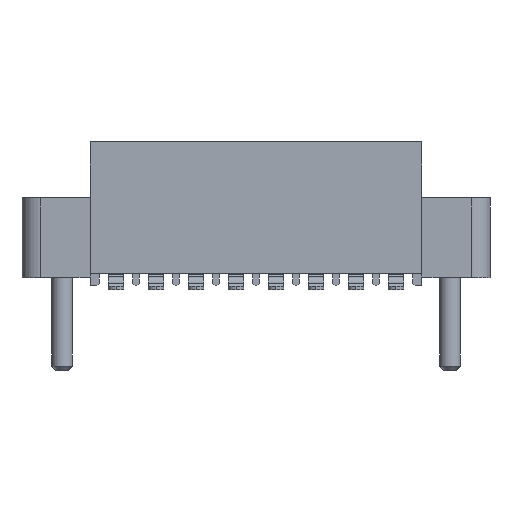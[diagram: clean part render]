
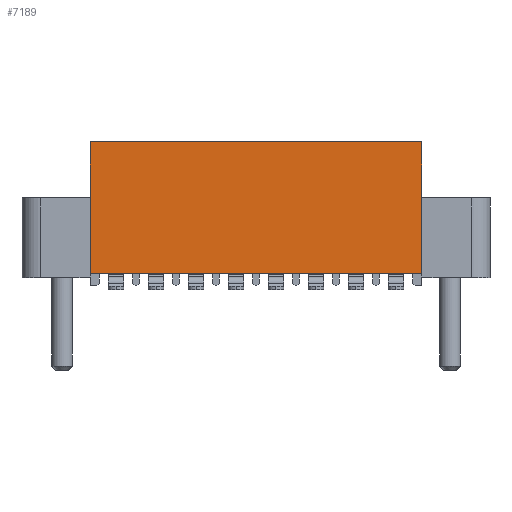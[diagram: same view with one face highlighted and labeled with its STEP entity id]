
A CAD part, front view. The second image highlights one B-rep face of the part: STEP entity #7189.
In plain terms, the highlighted planar face has unit normal (0, -1, 0).
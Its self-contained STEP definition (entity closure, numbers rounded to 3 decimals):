
#1769=CARTESIAN_POINT('',(5.905,-1.525,0.));
#1770=VERTEX_POINT('',#1769);
#1819=CARTESIAN_POINT('',(-4.635,-1.525,0.));
#1820=VERTEX_POINT('',#1819);
#1827=CARTESIAN_POINT('',(-4.635,-1.525,0.));
#1828=DIRECTION('',(1.,0.,0.));
#1829=VECTOR('',#1828,10.54);
#1830=LINE('',#1827,#1829);
#1831=EDGE_CURVE('',#1820,#1770,#1830,.T.);
#7159=CARTESIAN_POINT('',(0.635,-1.525,-2.095));
#7160=DIRECTION('',(-1.,0.,0.));
#7161=DIRECTION('',(0.,-1.,-0.));
#7162=AXIS2_PLACEMENT_3D('',#7159,#7161,#7160);
#7163=PLANE('',#7162);
#7164=CARTESIAN_POINT('',(5.905,-1.525,-4.19));
#7165=VERTEX_POINT('',#7164);
#7166=CARTESIAN_POINT('',(-4.635,-1.525,-4.19));
#7167=VERTEX_POINT('',#7166);
#7168=CARTESIAN_POINT('',(5.905,-1.525,-4.19));
#7169=DIRECTION('',(-1.,0.,0.));
#7170=VECTOR('',#7169,10.54);
#7171=LINE('',#7168,#7170);
#7172=EDGE_CURVE('',#7165,#7167,#7171,.T.);
#7173=ORIENTED_EDGE('',*,*,#7172,.F.);
#7174=CARTESIAN_POINT('',(5.905,-1.525,-4.19));
#7175=DIRECTION('',(0.,0.,1.));
#7176=VECTOR('',#7175,4.19);
#7177=LINE('',#7174,#7176);
#7178=EDGE_CURVE('',#7165,#1770,#7177,.T.);
#7179=ORIENTED_EDGE('',*,*,#7178,.T.);
#7180=ORIENTED_EDGE('',*,*,#1831,.F.);
#7181=CARTESIAN_POINT('',(-4.635,-1.525,0.));
#7182=DIRECTION('',(0.,0.,-1.));
#7183=VECTOR('',#7182,4.19);
#7184=LINE('',#7181,#7183);
#7185=EDGE_CURVE('',#1820,#7167,#7184,.T.);
#7186=ORIENTED_EDGE('',*,*,#7185,.T.);
#7187=EDGE_LOOP('',(#7173,#7179,#7180,#7186));
#7188=FACE_OUTER_BOUND('',#7187,.T.);
#7189=ADVANCED_FACE('',(#7188),#7163,.T.);
